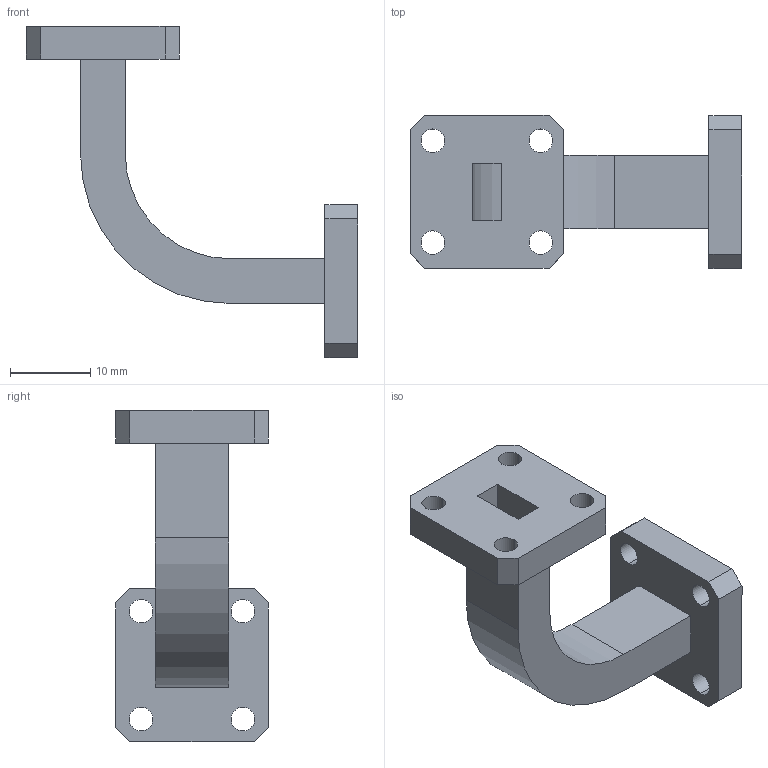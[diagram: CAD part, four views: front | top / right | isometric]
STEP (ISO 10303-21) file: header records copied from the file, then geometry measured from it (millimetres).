
FILE_DESCRIPTION (( 'STEP AP214' ), '1' );
FILE_NAME ('SWB-28090-EB.STEP', '2018-04-10T23:56:04', ( '' ), ( '' ), 'SwSTEP 2.0', 'SolidWorks 2016', '' );
FILE_SCHEMA (( 'AUTOMOTIVE_DESIGN' ));
Length unit declared in the file: inch
Products named in the file (1): SWB-28090-EB
Bounding box: 41.27 x 19.05 x 41.27 mm (x, y, z)
Volume: 3724.2 mm3; surface area: 4691.1 mm2
Topology: 1 solids, 1 shells, 52 faces, 144 edges, 96 vertices
Faces by surface type: plane 32, cylinder 20
Entity records: 1744 total; most frequent: CARTESIAN_POINT 293, DIRECTION 290, ORIENTED_EDGE 288, EDGE_CURVE 144, LINE 104, VECTOR 104, VERTEX_POINT 96, AXIS2_PLACEMENT_3D 93
